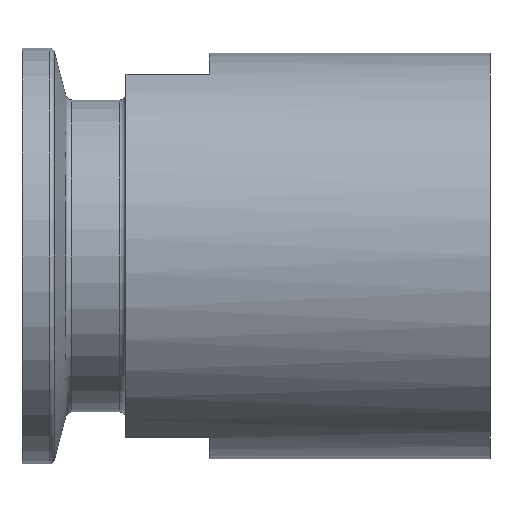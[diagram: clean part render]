
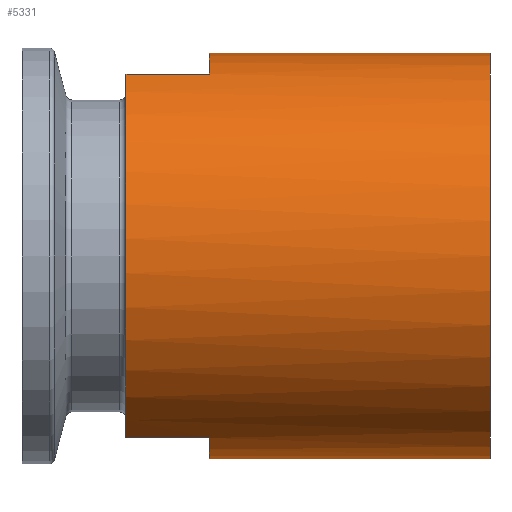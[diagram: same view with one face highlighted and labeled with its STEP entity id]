
A CAD part, front view. The second image highlights one B-rep face of the part: STEP entity #5331.
In plain terms, the highlighted cylindrical face has radius 19.5 mm (diameter 39 mm), a full revolution.
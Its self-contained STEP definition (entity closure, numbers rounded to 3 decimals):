
#7 = DIRECTION ( 'NONE',  ( 1., 0., 0. ) ) ;
#31 = EDGE_CURVE ( 'NONE', #5046, #555, #2977, .T. ) ;
#80 = EDGE_LOOP ( 'NONE', ( #549, #2044, #2711, #3182, #4846, #2176, #618, #3854 ) ) ;
#99 = DIRECTION ( 'NONE',  ( 1., 0., 0. ) ) ;
#200 = DIRECTION ( 'NONE',  ( -1., 0., 0. ) ) ;
#284 = CARTESIAN_POINT ( 'NONE',  ( 18., -8.602, 17.5 ) ) ;
#447 = EDGE_CURVE ( 'NONE', #1493, #1091, #4900, .T. ) ;
#549 = ORIENTED_EDGE ( 'NONE', *, *, #4456, .T. ) ;
#555 = VERTEX_POINT ( 'NONE', #1412 ) ;
#602 = CIRCLE ( 'NONE', #3076, 19.5 ) ;
#618 = ORIENTED_EDGE ( 'NONE', *, *, #3494, .T. ) ;
#644 = AXIS2_PLACEMENT_3D ( 'NONE', #3586, #2508, #4232 ) ;
#741 = CYLINDRICAL_SURFACE ( 'NONE', #1917, 19.5 ) ;
#788 = AXIS2_PLACEMENT_3D ( 'NONE', #4017, #99, #3961 ) ;
#793 = CARTESIAN_POINT ( 'NONE',  ( 45., 0., -19.5 ) ) ;
#1059 = CARTESIAN_POINT ( 'NONE',  ( 10., 8.602, -17.5 ) ) ;
#1086 = LINE ( 'NONE', #4707, #4965 ) ;
#1091 = VERTEX_POINT ( 'NONE', #4713 ) ;
#1303 = CARTESIAN_POINT ( 'NONE',  ( 10., 0., 0. ) ) ;
#1410 = VECTOR ( 'NONE', #2060, 1000. ) ;
#1412 = CARTESIAN_POINT ( 'NONE',  ( 18., 8.602, -17.5 ) ) ;
#1493 = VERTEX_POINT ( 'NONE', #1059 ) ;
#1600 = DIRECTION ( 'NONE',  ( 1., 0., 0. ) ) ;
#1775 = VERTEX_POINT ( 'NONE', #284 ) ;
#1842 = VERTEX_POINT ( 'NONE', #4482 ) ;
#1890 = CIRCLE ( 'NONE', #4881, 19.5 ) ;
#1917 = AXIS2_PLACEMENT_3D ( 'NONE', #1303, #7, #2449 ) ;
#2044 = ORIENTED_EDGE ( 'NONE', *, *, #31, .T. ) ;
#2048 = DIRECTION ( 'NONE',  ( 0., 0., -1. ) ) ;
#2060 = DIRECTION ( 'NONE',  ( 1., 0., 0. ) ) ;
#2102 = EDGE_LOOP ( 'NONE', ( #4510 ) ) ;
#2164 = AXIS2_PLACEMENT_3D ( 'NONE', #2439, #2895, #2048 ) ;
#2176 = ORIENTED_EDGE ( 'NONE', *, *, #5441, .T. ) ;
#2188 = EDGE_CURVE ( 'NONE', #2849, #3189, #4641, .T. ) ;
#2328 = CARTESIAN_POINT ( 'NONE',  ( 45., 0., 0. ) ) ;
#2421 = FACE_OUTER_BOUND ( 'NONE', #80, .T. ) ;
#2439 = CARTESIAN_POINT ( 'NONE',  ( 18., 0., 0. ) ) ;
#2449 = DIRECTION ( 'NONE',  ( 0., 0., -1. ) ) ;
#2450 = CARTESIAN_POINT ( 'NONE',  ( 10., -8.602, -17.5 ) ) ;
#2475 = EDGE_CURVE ( 'NONE', #1091, #1842, #5432, .T. ) ;
#2494 = VERTEX_POINT ( 'NONE', #793 ) ;
#2508 = DIRECTION ( 'NONE',  ( 1., 0., 0. ) ) ;
#2711 = ORIENTED_EDGE ( 'NONE', *, *, #3323, .T. ) ;
#2763 = FACE_OUTER_BOUND ( 'NONE', #2102, .T. ) ;
#2841 = DIRECTION ( 'NONE',  ( 0., 0., -1. ) ) ;
#2849 = VERTEX_POINT ( 'NONE', #4835 ) ;
#2895 = DIRECTION ( 'NONE',  ( 1., 0., 0. ) ) ;
#2977 = CIRCLE ( 'NONE', #2164, 19.5 ) ;
#3007 = DIRECTION ( 'NONE',  ( -1., 0., 0. ) ) ;
#3076 = AXIS2_PLACEMENT_3D ( 'NONE', #4156, #1600, #5023 ) ;
#3182 = ORIENTED_EDGE ( 'NONE', *, *, #447, .T. ) ;
#3189 = VERTEX_POINT ( 'NONE', #2450 ) ;
#3323 = EDGE_CURVE ( 'NONE', #555, #1493, #5103, .T. ) ;
#3494 = EDGE_CURVE ( 'NONE', #1775, #2849, #1086, .T. ) ;
#3586 = CARTESIAN_POINT ( 'NONE',  ( 10., 0., 0. ) ) ;
#3706 = VECTOR ( 'NONE', #4287, 1000. ) ;
#3854 = ORIENTED_EDGE ( 'NONE', *, *, #2188, .T. ) ;
#3866 = CARTESIAN_POINT ( 'NONE',  ( 10., 8.602, -17.5 ) ) ;
#3961 = DIRECTION ( 'NONE',  ( 0., 0., -1. ) ) ;
#4017 = CARTESIAN_POINT ( 'NONE',  ( 10., 0., 0. ) ) ;
#4043 = DIRECTION ( 'NONE',  ( 1., 0., 0. ) ) ;
#4156 = CARTESIAN_POINT ( 'NONE',  ( 18., 0., 0. ) ) ;
#4232 = DIRECTION ( 'NONE',  ( 0., 0., -1. ) ) ;
#4287 = DIRECTION ( 'NONE',  ( -1., 0., 0. ) ) ;
#4456 = EDGE_CURVE ( 'NONE', #3189, #5046, #4894, .T. ) ;
#4482 = CARTESIAN_POINT ( 'NONE',  ( 18., 8.602, 17.5 ) ) ;
#4510 = ORIENTED_EDGE ( 'NONE', *, *, #4761, .T. ) ;
#4618 = CARTESIAN_POINT ( 'NONE',  ( 10., 8.602, 17.5 ) ) ;
#4641 = CIRCLE ( 'NONE', #644, 19.5 ) ;
#4707 = CARTESIAN_POINT ( 'NONE',  ( 10., -8.602, 17.5 ) ) ;
#4713 = CARTESIAN_POINT ( 'NONE',  ( 10., 8.602, 17.5 ) ) ;
#4761 = EDGE_CURVE ( 'NONE', #2494, #2494, #1890, .T. ) ;
#4764 = VECTOR ( 'NONE', #4043, 1000. ) ;
#4835 = CARTESIAN_POINT ( 'NONE',  ( 10., -8.602, 17.5 ) ) ;
#4846 = ORIENTED_EDGE ( 'NONE', *, *, #2475, .T. ) ;
#4881 = AXIS2_PLACEMENT_3D ( 'NONE', #2328, #200, #2841 ) ;
#4894 = LINE ( 'NONE', #5246, #4764 ) ;
#4900 = CIRCLE ( 'NONE', #788, 19.5 ) ;
#4941 = CARTESIAN_POINT ( 'NONE',  ( 18., -8.602, -17.5 ) ) ;
#4965 = VECTOR ( 'NONE', #3007, 1000. ) ;
#5023 = DIRECTION ( 'NONE',  ( 0., 0., -1. ) ) ;
#5046 = VERTEX_POINT ( 'NONE', #4941 ) ;
#5103 = LINE ( 'NONE', #3866, #3706 ) ;
#5246 = CARTESIAN_POINT ( 'NONE',  ( 10., -8.602, -17.5 ) ) ;
#5331 = ADVANCED_FACE ( 'NONE', ( #2421, #2763 ), #741, .T. ) ;
#5432 = LINE ( 'NONE', #4618, #1410 ) ;
#5441 = EDGE_CURVE ( 'NONE', #1842, #1775, #602, .T. ) ;
